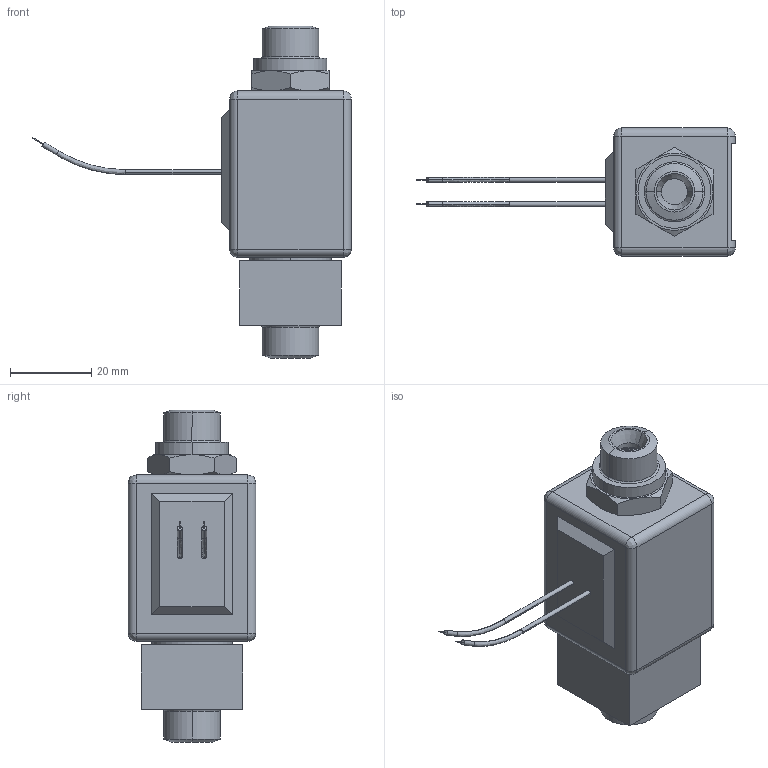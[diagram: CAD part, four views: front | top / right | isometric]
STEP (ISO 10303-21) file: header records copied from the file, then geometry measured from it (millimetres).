
FILE_DESCRIPTION (( 'STEP AP214' ), '1' );
FILE_NAME ('PFH13233.step', '2017-07-05T06:34:41', ( 'install' ), ( '' ), 'SwSTEP 2.0', 'SolidWorks 2015', '' );
FILE_SCHEMA (( 'AUTOMOTIVE_DESIGN' ));
Length unit declared in the file: millimetre
Products named in the file (1): PFH13233
Bounding box: 78.52 x 31.5 x 81.8 mm (x, y, z)
Surface area: 13256 mm2 (no closed solid volume)
Topology: 0 solids, 5 shells, 204 faces, 475 edges, 291 vertices
Faces by surface type: cylinder 66, plane 56, torus 28, cone 28, bspline 26
Entity records: 6787 total; most frequent: CARTESIAN_POINT 2061, DIRECTION 1062, ORIENTED_EDGE 930, EDGE_CURVE 467, AXIS2_PLACEMENT_3D 456, VERTEX_POINT 291, CIRCLE 277, EDGE_LOOP 230
